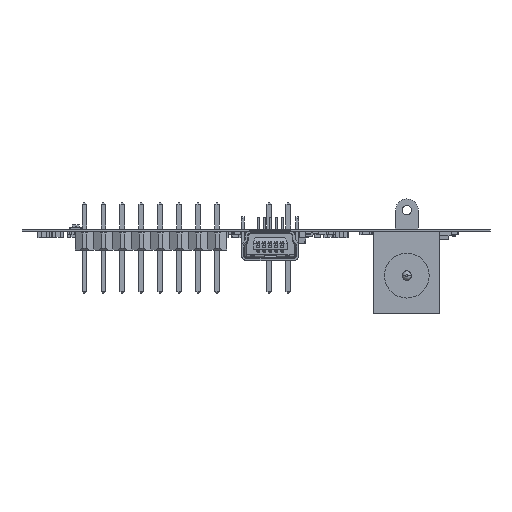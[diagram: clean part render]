
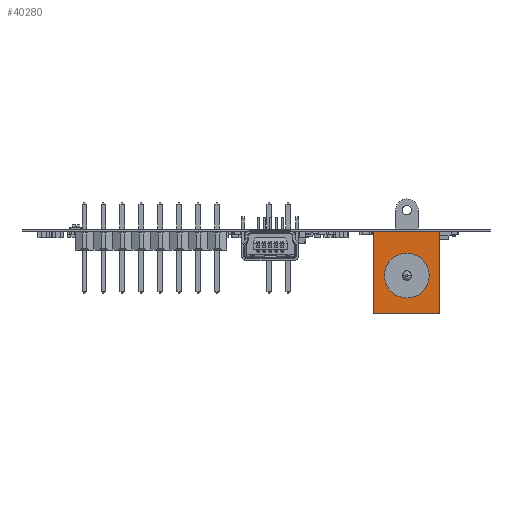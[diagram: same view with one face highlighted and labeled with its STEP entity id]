
A CAD part, left-side view. The second image highlights one B-rep face of the part: STEP entity #40280.
In plain terms, the highlighted face is planar.
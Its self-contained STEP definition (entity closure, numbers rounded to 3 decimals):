
#39728 = VERTEX_POINT('',#39729);
#39729 = CARTESIAN_POINT('',(3.,0.,13.716));
#39735 = EDGE_CURVE('',#39736,#39728,#39738,.T.);
#39736 = VERTEX_POINT('',#39737);
#39737 = CARTESIAN_POINT('',(-3.,0.,13.716));
#39738 = CIRCLE('',#39739,3.);
#39739 = AXIS2_PLACEMENT_3D('',#39740,#39741,#39742);
#39740 = CARTESIAN_POINT('',(0.,0.,13.716));
#39741 = DIRECTION('',(0.,0.,1.));
#39742 = DIRECTION('',(1.,0.,0.));
#40063 = VERTEX_POINT('',#40064);
#40064 = CARTESIAN_POINT('',(4.445,-5.969,13.716));
#40070 = EDGE_CURVE('',#40071,#40063,#40073,.T.);
#40071 = VERTEX_POINT('',#40072);
#40072 = CARTESIAN_POINT('',(-4.445,-5.969,13.716));
#40073 = LINE('',#40074,#40075);
#40074 = CARTESIAN_POINT('',(-4.445,-5.969,13.716));
#40075 = VECTOR('',#40076,1.);
#40076 = DIRECTION('',(1.,0.,0.));
#40186 = EDGE_CURVE('',#40187,#40071,#40189,.T.);
#40187 = VERTEX_POINT('',#40188);
#40188 = CARTESIAN_POINT('',(-4.445,5.029,13.716));
#40189 = LINE('',#40190,#40191);
#40190 = CARTESIAN_POINT('',(-4.445,5.029,13.716));
#40191 = VECTOR('',#40192,1.);
#40192 = DIRECTION('',(0.,-1.,0.));
#40228 = VERTEX_POINT('',#40229);
#40229 = CARTESIAN_POINT('',(4.445,5.029,13.716));
#40235 = EDGE_CURVE('',#40063,#40228,#40236,.T.);
#40236 = LINE('',#40237,#40238);
#40237 = CARTESIAN_POINT('',(4.445,-5.969,13.716));
#40238 = VECTOR('',#40239,1.);
#40239 = DIRECTION('',(0.,1.,0.));
#40269 = EDGE_CURVE('',#40228,#40187,#40270,.T.);
#40270 = LINE('',#40271,#40272);
#40271 = CARTESIAN_POINT('',(4.445,5.029,13.716));
#40272 = VECTOR('',#40273,1.);
#40273 = DIRECTION('',(-1.,0.,0.));
#40280 = ADVANCED_FACE('',(#40281,#40291),#40297,.T.);
#40281 = FACE_BOUND('',#40282,.T.);
#40282 = EDGE_LOOP('',(#40283,#40290));
#40283 = ORIENTED_EDGE('',*,*,#40284,.F.);
#40284 = EDGE_CURVE('',#39728,#39736,#40285,.T.);
#40285 = CIRCLE('',#40286,3.);
#40286 = AXIS2_PLACEMENT_3D('',#40287,#40288,#40289);
#40287 = CARTESIAN_POINT('',(0.,0.,13.716));
#40288 = DIRECTION('',(0.,0.,1.));
#40289 = DIRECTION('',(1.,0.,0.));
#40290 = ORIENTED_EDGE('',*,*,#39735,.F.);
#40291 = FACE_BOUND('',#40292,.T.);
#40292 = EDGE_LOOP('',(#40293,#40294,#40295,#40296));
#40293 = ORIENTED_EDGE('',*,*,#40186,.T.);
#40294 = ORIENTED_EDGE('',*,*,#40070,.T.);
#40295 = ORIENTED_EDGE('',*,*,#40235,.T.);
#40296 = ORIENTED_EDGE('',*,*,#40269,.T.);
#40297 = PLANE('',#40298);
#40298 = AXIS2_PLACEMENT_3D('',#40299,#40300,#40301);
#40299 = CARTESIAN_POINT('',(-4.445,-5.969,13.716));
#40300 = DIRECTION('',(0.,0.,1.));
#40301 = DIRECTION('',(1.,0.,0.));
